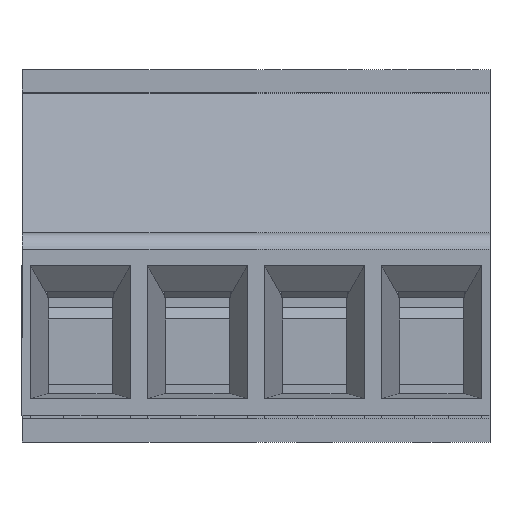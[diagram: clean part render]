
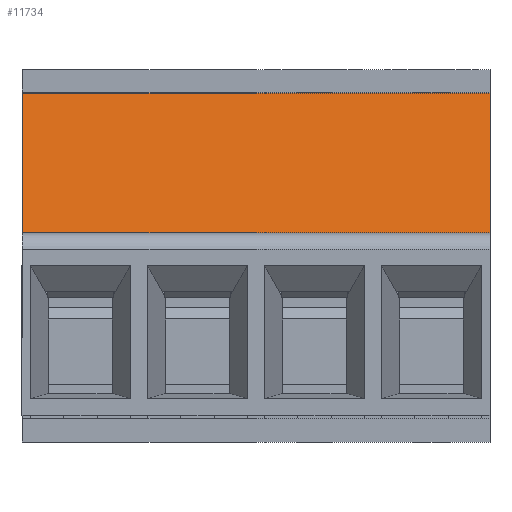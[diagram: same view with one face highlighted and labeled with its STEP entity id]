
A CAD part, top view. The second image highlights one B-rep face of the part: STEP entity #11734.
In plain terms, the highlighted face is planar.
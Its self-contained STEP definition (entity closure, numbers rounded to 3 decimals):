
#74 = LINE ( 'NONE', #4423, #3389 ) ;
#704 = DIRECTION ( 'NONE',  ( -0.212, -0.977, 0. ) ) ;
#2161 = AXIS2_PLACEMENT_3D ( 'NONE', #5407, #15361, #6806 ) ;
#2166 = CARTESIAN_POINT ( 'NONE',  ( 0.519, 5.458, 10.5 ) ) ;
#2390 = EDGE_LOOP ( 'NONE', ( #9461, #11887, #12325, #14090 ) ) ;
#3140 = VECTOR ( 'NONE', #704, 1000. ) ;
#3389 = VECTOR ( 'NONE', #4063, 1000. ) ;
#4050 = VERTEX_POINT ( 'NONE', #10634 ) ;
#4063 = DIRECTION ( 'NONE',  ( -0.212, -0.977, 0. ) ) ;
#4423 = CARTESIAN_POINT ( 'NONE',  ( 1.423, 9.633, 10.5 ) ) ;
#5201 = CARTESIAN_POINT ( 'NONE',  ( 1.423, 9.633, -3.5 ) ) ;
#5407 = CARTESIAN_POINT ( 'NONE',  ( 1.423, 9.633, -3.5 ) ) ;
#5762 = LINE ( 'NONE', #6066, #16266 ) ;
#6066 = CARTESIAN_POINT ( 'NONE',  ( 1.423, 9.633, -3.5 ) ) ;
#6262 = CARTESIAN_POINT ( 'NONE',  ( 1.423, 9.633, -3.5 ) ) ;
#6453 = VECTOR ( 'NONE', #18008, 1000. ) ;
#6806 = DIRECTION ( 'NONE',  ( -0.212, -0.977, 0. ) ) ;
#8023 = FACE_OUTER_BOUND ( 'NONE', #2390, .T. ) ;
#8357 = VERTEX_POINT ( 'NONE', #2166 ) ;
#8604 = VERTEX_POINT ( 'NONE', #5201 ) ;
#9461 = ORIENTED_EDGE ( 'NONE', *, *, #12143, .T. ) ;
#9474 = CARTESIAN_POINT ( 'NONE',  ( 0.519, 5.458, -3.5 ) ) ;
#10193 = LINE ( 'NONE', #9474, #6453 ) ;
#10634 = CARTESIAN_POINT ( 'NONE',  ( 1.423, 9.633, 10.5 ) ) ;
#11734 = ADVANCED_FACE ( 'NONE', ( #8023 ), #16737, .T. ) ;
#11887 = ORIENTED_EDGE ( 'NONE', *, *, #12256, .F. ) ;
#11959 = LINE ( 'NONE', #6262, #3140 ) ;
#12143 = EDGE_CURVE ( 'NONE', #13264, #8357, #10193, .T. ) ;
#12256 = EDGE_CURVE ( 'NONE', #4050, #8357, #74, .T. ) ;
#12325 = ORIENTED_EDGE ( 'NONE', *, *, #12360, .F. ) ;
#12360 = EDGE_CURVE ( 'NONE', #8604, #4050, #5762, .T. ) ;
#12421 = EDGE_CURVE ( 'NONE', #8604, #13264, #11959, .T. ) ;
#13079 = DIRECTION ( 'NONE',  ( 0., 0., 1. ) ) ;
#13264 = VERTEX_POINT ( 'NONE', #18133 ) ;
#14090 = ORIENTED_EDGE ( 'NONE', *, *, #12421, .T. ) ;
#15361 = DIRECTION ( 'NONE',  ( -0.977, 0.212, 0. ) ) ;
#16266 = VECTOR ( 'NONE', #13079, 1000. ) ;
#16737 = PLANE ( 'NONE',  #2161 ) ;
#18008 = DIRECTION ( 'NONE',  ( 0., 0., 1. ) ) ;
#18133 = CARTESIAN_POINT ( 'NONE',  ( 0.519, 5.458, -3.5 ) ) ;
